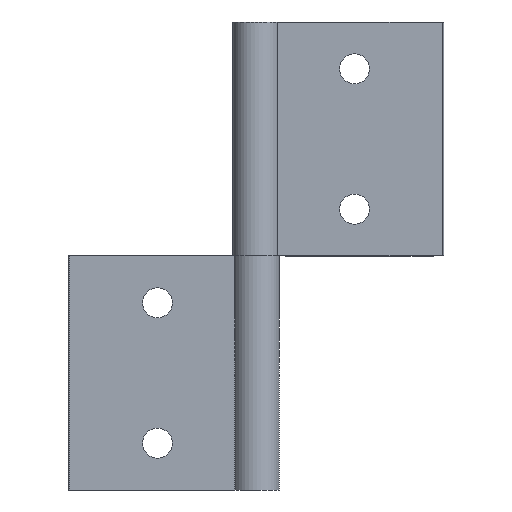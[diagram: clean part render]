
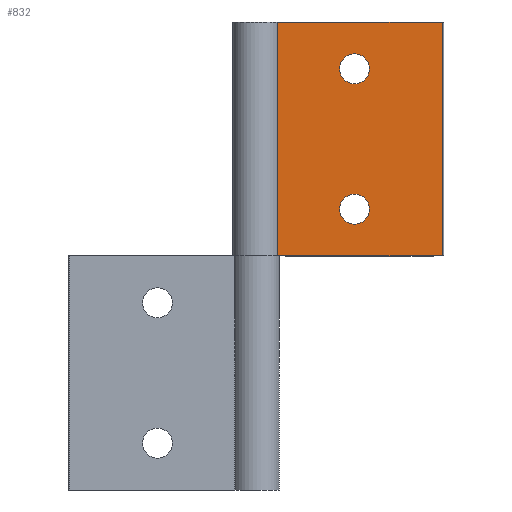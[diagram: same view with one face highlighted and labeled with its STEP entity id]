
A CAD part, front view. The second image highlights one B-rep face of the part: STEP entity #832.
In plain terms, the highlighted planar face has unit normal (0, -1, 0).
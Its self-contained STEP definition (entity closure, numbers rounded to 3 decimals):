
#26 = EDGE_LOOP ( 'NONE', ( #2511, #1730 ) ) ;
#44 = AXIS2_PLACEMENT_3D ( 'NONE', #481, #1837, #670 ) ;
#56 = VECTOR ( 'NONE', #941, 1000. ) ;
#67 = ORIENTED_EDGE ( 'NONE', *, *, #887, .F. ) ;
#160 = CARTESIAN_POINT ( 'NONE',  ( -23.575, -2.657, 15.931 ) ) ;
#188 = FACE_OUTER_BOUND ( 'NONE', #1716, .T. ) ;
#207 = AXIS2_PLACEMENT_3D ( 'NONE', #2053, #878, #2246 ) ;
#296 = VECTOR ( 'NONE', #2469, 1000. ) ;
#352 = VECTOR ( 'NONE', #823, 1000. ) ;
#354 = CARTESIAN_POINT ( 'NONE',  ( -23.575, -2.657, 45.931 ) ) ;
#374 = CARTESIAN_POINT ( 'NONE',  ( -40.042, -2.657, 52.731 ) ) ;
#419 = CARTESIAN_POINT ( 'NONE',  ( -40.042, -2.657, 52.731 ) ) ;
#449 = ORIENTED_EDGE ( 'NONE', *, *, #724, .F. ) ;
#464 = VERTEX_POINT ( 'NONE', #525 ) ;
#472 = CARTESIAN_POINT ( 'NONE',  ( -40.042, -2.657, 52.731 ) ) ;
#481 = CARTESIAN_POINT ( 'NONE',  ( -23.575, -2.657, 42.731 ) ) ;
#520 = CARTESIAN_POINT ( 'NONE',  ( -23.575, -2.657, 9.531 ) ) ;
#525 = CARTESIAN_POINT ( 'NONE',  ( -40.042, -2.657, 52.731 ) ) ;
#635 = CARTESIAN_POINT ( 'NONE',  ( -4.825, -2.657, 52.731 ) ) ;
#647 = ORIENTED_EDGE ( 'NONE', *, *, #1702, .F. ) ;
#656 = PLANE ( 'NONE',  #1562 ) ;
#662 = DIRECTION ( 'NONE',  ( 0., 0., 1. ) ) ;
#670 = DIRECTION ( 'NONE',  ( 0., 0., 1. ) ) ;
#684 = CIRCLE ( 'NONE', #1732, 3.2 ) ;
#724 = EDGE_CURVE ( 'NONE', #2109, #464, #2429, .T. ) ;
#751 = EDGE_CURVE ( 'NONE', #1847, #1745, #684, .T. ) ;
#758 = ORIENTED_EDGE ( 'NONE', *, *, #2036, .F. ) ;
#823 = DIRECTION ( 'NONE',  ( 0., 0., -1. ) ) ;
#824 = LINE ( 'NONE', #374, #296 ) ;
#832 = ADVANCED_FACE ( 'NONE', ( #188, #2214, #1177 ), #656, .F. ) ;
#862 = VECTOR ( 'NONE', #1211, 1000. ) ;
#878 = DIRECTION ( 'NONE',  ( 0., -1., 0. ) ) ;
#887 = EDGE_CURVE ( 'NONE', #1408, #1209, #2237, .T. ) ;
#941 = DIRECTION ( 'NONE',  ( -1., 0., 0. ) ) ;
#1006 = CIRCLE ( 'NONE', #207, 3.2 ) ;
#1030 = DIRECTION ( 'NONE',  ( 0., -1., 0. ) ) ;
#1045 = LINE ( 'NONE', #2104, #56 ) ;
#1078 = CARTESIAN_POINT ( 'NONE',  ( -23.575, -2.657, 42.731 ) ) ;
#1110 = CARTESIAN_POINT ( 'NONE',  ( -4.825, -2.657, 2.731 ) ) ;
#1177 = FACE_BOUND ( 'NONE', #26, .T. ) ;
#1209 = VERTEX_POINT ( 'NONE', #354 ) ;
#1211 = DIRECTION ( 'NONE',  ( 0., 0., 1. ) ) ;
#1230 = EDGE_LOOP ( 'NONE', ( #2269, #67 ) ) ;
#1259 = CARTESIAN_POINT ( 'NONE',  ( -4.825, -2.657, 52.731 ) ) ;
#1271 = DIRECTION ( 'NONE',  ( 0., 0., 1. ) ) ;
#1304 = CIRCLE ( 'NONE', #44, 3.2 ) ;
#1408 = VERTEX_POINT ( 'NONE', #1651 ) ;
#1422 = CARTESIAN_POINT ( 'NONE',  ( -40.042, -2.657, 2.731 ) ) ;
#1462 = LINE ( 'NONE', #635, #352 ) ;
#1536 = VERTEX_POINT ( 'NONE', #1110 ) ;
#1562 = AXIS2_PLACEMENT_3D ( 'NONE', #472, #1824, #662 ) ;
#1651 = CARTESIAN_POINT ( 'NONE',  ( -23.575, -2.657, 39.531 ) ) ;
#1702 = EDGE_CURVE ( 'NONE', #464, #2442, #824, .T. ) ;
#1716 = EDGE_LOOP ( 'NONE', ( #758, #647, #449, #2287 ) ) ;
#1730 = ORIENTED_EDGE ( 'NONE', *, *, #2495, .F. ) ;
#1732 = AXIS2_PLACEMENT_3D ( 'NONE', #2190, #1030, #2397 ) ;
#1745 = VERTEX_POINT ( 'NONE', #520 ) ;
#1799 = EDGE_CURVE ( 'NONE', #1536, #2109, #1045, .T. ) ;
#1824 = DIRECTION ( 'NONE',  ( 0., 1., 0. ) ) ;
#1837 = DIRECTION ( 'NONE',  ( 0., -1., 0. ) ) ;
#1847 = VERTEX_POINT ( 'NONE', #160 ) ;
#2036 = EDGE_CURVE ( 'NONE', #2442, #1536, #1462, .T. ) ;
#2053 = CARTESIAN_POINT ( 'NONE',  ( -23.575, -2.657, 12.731 ) ) ;
#2104 = CARTESIAN_POINT ( 'NONE',  ( -40.042, -2.657, 2.731 ) ) ;
#2109 = VERTEX_POINT ( 'NONE', #1422 ) ;
#2190 = CARTESIAN_POINT ( 'NONE',  ( -23.575, -2.657, 12.731 ) ) ;
#2194 = EDGE_CURVE ( 'NONE', #1209, #1408, #1304, .T. ) ;
#2214 = FACE_BOUND ( 'NONE', #1230, .T. ) ;
#2237 = CIRCLE ( 'NONE', #2346, 3.2 ) ;
#2246 = DIRECTION ( 'NONE',  ( 0., 0., 1. ) ) ;
#2269 = ORIENTED_EDGE ( 'NONE', *, *, #2194, .F. ) ;
#2287 = ORIENTED_EDGE ( 'NONE', *, *, #1799, .F. ) ;
#2346 = AXIS2_PLACEMENT_3D ( 'NONE', #1078, #2439, #1271 ) ;
#2397 = DIRECTION ( 'NONE',  ( 0., 0., 1. ) ) ;
#2429 = LINE ( 'NONE', #419, #862 ) ;
#2439 = DIRECTION ( 'NONE',  ( 0., -1., 0. ) ) ;
#2442 = VERTEX_POINT ( 'NONE', #1259 ) ;
#2469 = DIRECTION ( 'NONE',  ( 1., 0., 0. ) ) ;
#2495 = EDGE_CURVE ( 'NONE', #1745, #1847, #1006, .T. ) ;
#2511 = ORIENTED_EDGE ( 'NONE', *, *, #751, .F. ) ;
